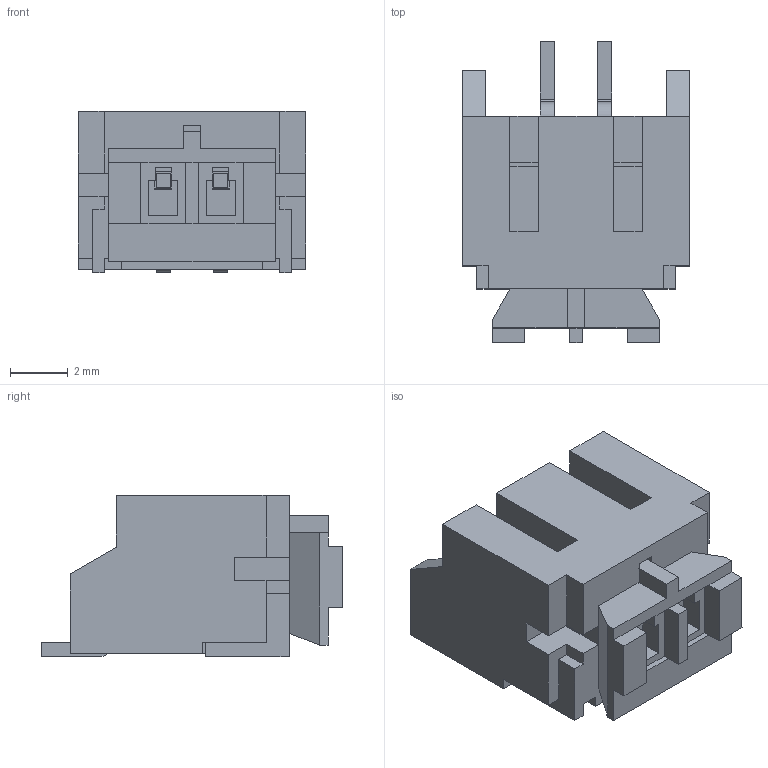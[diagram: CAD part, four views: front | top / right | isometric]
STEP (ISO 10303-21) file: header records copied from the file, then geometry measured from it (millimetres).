
FILE_DESCRIPTION(/* description */ (''),/* implementation_level */ '2;1');
FILE_NAME(/* name */ 'S2B-PH-SM4-TB_LF__SN_ v2.step',/* time_stamp */ '2023-09-17T19:02:11-07:00',/* author */ (''),/* organization */ (''),/* preprocessor_version */ 'ST-DEVELOPER v20',/* originating_system */ 'Autodesk Translation Framework v12.9.0.99',/* authorisation */ '');
FILE_SCHEMA (('AUTOMOTIVE_DESIGN { 1 0 10303 214 3 1 1 }'));
Length unit declared in the file: inch
Products named in the file (2): S2B-PH-SM4-TB_LF__SN_; PHR-2
Assembly tree (1 placements, depth 2):
  S2B-PH-SM4-TB_LF__SN_
    PHR-2
Bounding box: 7.9 x 10.46 x 5.6 mm (x, y, z)
Volume: 262.3 mm3; surface area: 627.9 mm2
Topology: 2 solids, 2 shells, 165 faces, 461 edges, 300 vertices
Faces by surface type: plane 159, cylinder 6
Entity records: 5250 total; most frequent: CARTESIAN_POINT 929, ORIENTED_EDGE 922, DIRECTION 809, EDGE_CURVE 461, LINE 449, VECTOR 449, VERTEX_POINT 300, AXIS2_PLACEMENT_3D 180
